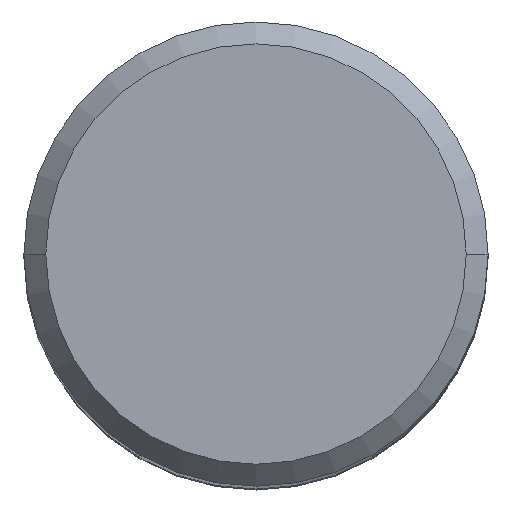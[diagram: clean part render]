
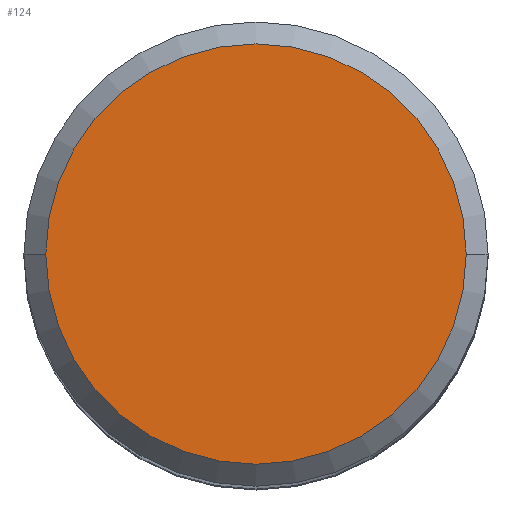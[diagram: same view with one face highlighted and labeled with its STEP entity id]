
A CAD part, top view. The second image highlights one B-rep face of the part: STEP entity #124.
In plain terms, the highlighted planar face has unit normal (0, 0, 1).
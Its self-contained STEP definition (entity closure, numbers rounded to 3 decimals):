
#32=PLANE('',#988);
#124=ADVANCED_FACE('',(#186),#32,.F.);
#186=FACE_OUTER_BOUND('',#236,.T.);
#236=EDGE_LOOP('',(#416,#417,#418,#419));
#416=ORIENTED_EDGE('',*,*,#624,.T.);
#417=ORIENTED_EDGE('',*,*,#625,.T.);
#418=ORIENTED_EDGE('',*,*,#626,.T.);
#419=ORIENTED_EDGE('',*,*,#627,.T.);
#521=VERTEX_POINT('',#2365);
#522=VERTEX_POINT('',#2366);
#523=VERTEX_POINT('',#2368);
#524=VERTEX_POINT('',#2370);
#624=EDGE_CURVE('',#521,#522,#740,.T.);
#625=EDGE_CURVE('',#522,#523,#741,.T.);
#626=EDGE_CURVE('',#523,#524,#742,.T.);
#627=EDGE_CURVE('',#524,#521,#743,.T.);
#740=CIRCLE('',#984,11.5);
#741=CIRCLE('',#985,11.5);
#742=CIRCLE('',#986,11.5);
#743=CIRCLE('',#987,11.5);
#984=AXIS2_PLACEMENT_3D('',#2364,#1197,#1198);
#985=AXIS2_PLACEMENT_3D('',#2367,#1199,#1200);
#986=AXIS2_PLACEMENT_3D('',#2369,#1201,#1202);
#987=AXIS2_PLACEMENT_3D('',#2371,#1203,#1204);
#988=AXIS2_PLACEMENT_3D('',#2372,#1205,#1206);
#1197=DIRECTION('',(0.,0.,1.));
#1198=DIRECTION('',(0.,1.,0.));
#1199=DIRECTION('',(0.,0.,1.));
#1200=DIRECTION('',(-1.,0.,0.));
#1201=DIRECTION('',(0.,0.,1.));
#1202=DIRECTION('',(0.,-1.,0.));
#1203=DIRECTION('',(0.,0.,1.));
#1204=DIRECTION('',(1.,0.,0.));
#1205=DIRECTION('',(0.,0.,-1.));
#1206=DIRECTION('',(-1.,0.,0.));
#2364=CARTESIAN_POINT('',(0.,0.,43.656));
#2365=CARTESIAN_POINT('',(0.,11.5,43.656));
#2366=CARTESIAN_POINT('',(-11.5,0.,43.656));
#2367=CARTESIAN_POINT('',(0.,0.,43.656));
#2368=CARTESIAN_POINT('',(0.,-11.5,43.656));
#2369=CARTESIAN_POINT('',(0.,0.,43.656));
#2370=CARTESIAN_POINT('',(11.5,0.,43.656));
#2371=CARTESIAN_POINT('',(0.,0.,43.656));
#2372=CARTESIAN_POINT('',(0.,0.,43.656));
